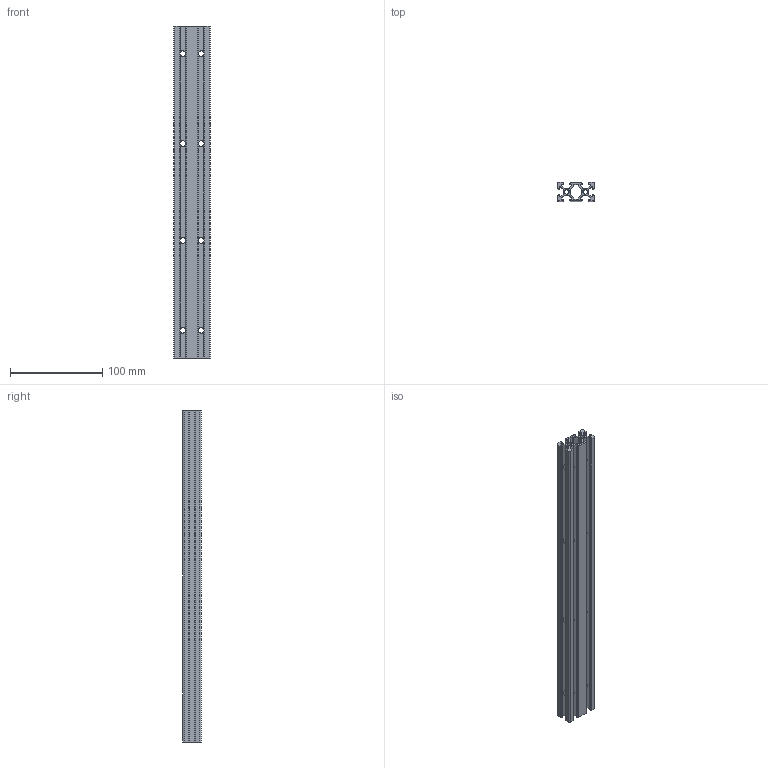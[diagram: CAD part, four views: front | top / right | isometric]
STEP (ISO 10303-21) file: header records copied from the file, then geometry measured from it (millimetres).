
FILE_DESCRIPTION (( 'STEP AP214' ), '1' );
FILE_NAME ('2040欧标铝型材_长360(待定)_下底座前横梁 1个.STEP', '2023-07-18T06:05:07', ( '' ), ( '' ), 'SwSTEP 2.0', 'SolidWorks 2022', '' );
FILE_SCHEMA (( 'AUTOMOTIVE_DESIGN' ));
Length unit declared in the file: millimetre
Products named in the file (1): 2040欧标铝型材_长360(待定)_下底座前横梁 1个
Bounding box: 40 x 20 x 360 mm (x, y, z)
Volume: 104049.1 mm3; surface area: 111629.9 mm2
Topology: 1 solids, 1 shells, 258 faces, 888 edges, 592 vertices
Faces by surface type: plane 158, cylinder 100
Entity records: 12730 total; most frequent: CARTESIAN_POINT 3163, ORIENTED_EDGE 1776, DIRECTION 1446, EDGE_CURVE 888, VERTEX_POINT 592, VECTOR 560, LINE 560, AXIS2_PLACEMENT_3D 443
